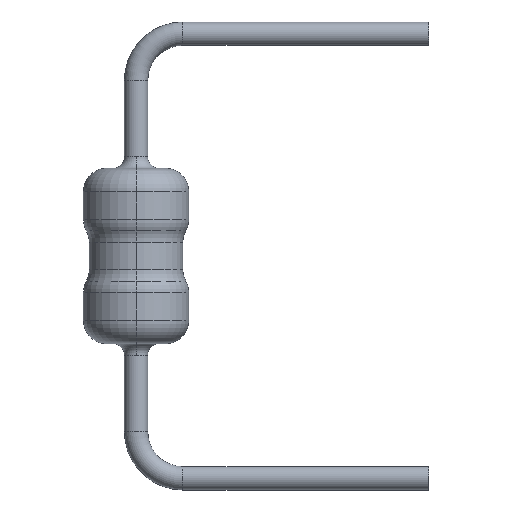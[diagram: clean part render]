
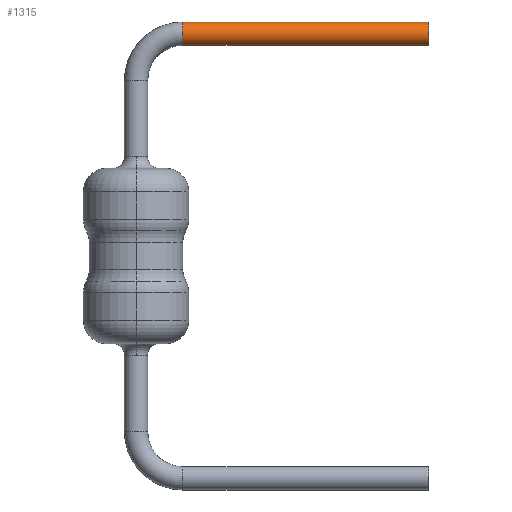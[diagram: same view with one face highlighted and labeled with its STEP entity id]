
A CAD part, left-side view. The second image highlights one B-rep face of the part: STEP entity #1315.
In plain terms, the highlighted cylindrical face has radius 0.2 mm (diameter 0.4 mm), a partial arc.
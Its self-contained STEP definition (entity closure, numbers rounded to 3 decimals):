
#25 = DIRECTION ( 'NONE',  ( 0., -1., 0. ) ) ;
#49 = EDGE_CURVE ( 'NONE', #769, #1090, #437, .T. ) ;
#99 = EDGE_LOOP ( 'NONE', ( #923, #551, #899, #583 ) ) ;
#106 = EDGE_CURVE ( 'NONE', #304, #1014, #162, .T. ) ;
#107 = CARTESIAN_POINT ( 'NONE',  ( 0., -0.8, 5.5 ) ) ;
#162 = LINE ( 'NONE', #1403, #1082 ) ;
#172 = AXIS2_PLACEMENT_3D ( 'NONE', #664, #545, #1314 ) ;
#252 = CARTESIAN_POINT ( 'NONE',  ( 0., -0.8, 5.1 ) ) ;
#304 = VERTEX_POINT ( 'NONE', #252 ) ;
#388 = CARTESIAN_POINT ( 'NONE',  ( 0., -5., 5.1 ) ) ;
#404 = CARTESIAN_POINT ( 'NONE',  ( 0., -5., 5.3 ) ) ;
#437 = LINE ( 'NONE', #1335, #667 ) ;
#473 = DIRECTION ( 'NONE',  ( 0., -1., 0. ) ) ;
#484 = FACE_OUTER_BOUND ( 'NONE', #99, .T. ) ;
#515 = DIRECTION ( 'NONE',  ( 1., 0., 0. ) ) ;
#545 = DIRECTION ( 'NONE',  ( 0., -1., 0. ) ) ;
#551 = ORIENTED_EDGE ( 'NONE', *, *, #861, .T. ) ;
#583 = ORIENTED_EDGE ( 'NONE', *, *, #1166, .F. ) ;
#609 = CARTESIAN_POINT ( 'NONE',  ( 0., -5., 5.5 ) ) ;
#664 = CARTESIAN_POINT ( 'NONE',  ( 0., -0.8, 5.3 ) ) ;
#667 = VECTOR ( 'NONE', #25, 1000. ) ;
#710 = AXIS2_PLACEMENT_3D ( 'NONE', #1122, #473, #1232 ) ;
#769 = VERTEX_POINT ( 'NONE', #107 ) ;
#861 = EDGE_CURVE ( 'NONE', #769, #304, #1360, .T. ) ;
#899 = ORIENTED_EDGE ( 'NONE', *, *, #106, .T. ) ;
#922 = CIRCLE ( 'NONE', #1158, 0.2 ) ;
#923 = ORIENTED_EDGE ( 'NONE', *, *, #49, .F. ) ;
#1014 = VERTEX_POINT ( 'NONE', #388 ) ;
#1082 = VECTOR ( 'NONE', #1288, 1000. ) ;
#1090 = VERTEX_POINT ( 'NONE', #609 ) ;
#1122 = CARTESIAN_POINT ( 'NONE',  ( 0., -0.8, 5.3 ) ) ;
#1158 = AXIS2_PLACEMENT_3D ( 'NONE', #404, #1170, #515 ) ;
#1166 = EDGE_CURVE ( 'NONE', #1090, #1014, #922, .T. ) ;
#1170 = DIRECTION ( 'NONE',  ( 0., -1., 0. ) ) ;
#1232 = DIRECTION ( 'NONE',  ( 1., 0., 0. ) ) ;
#1288 = DIRECTION ( 'NONE',  ( 0., -1., 0. ) ) ;
#1314 = DIRECTION ( 'NONE',  ( 0., 0., -1. ) ) ;
#1315 = ADVANCED_FACE ( 'NONE', ( #484 ), #1317, .T. ) ;
#1317 = CYLINDRICAL_SURFACE ( 'NONE', #172, 0.2 ) ;
#1335 = CARTESIAN_POINT ( 'NONE',  ( 0., -0.8, 5.5 ) ) ;
#1360 = CIRCLE ( 'NONE', #710, 0.2 ) ;
#1403 = CARTESIAN_POINT ( 'NONE',  ( 0., -0.8, 5.1 ) ) ;
